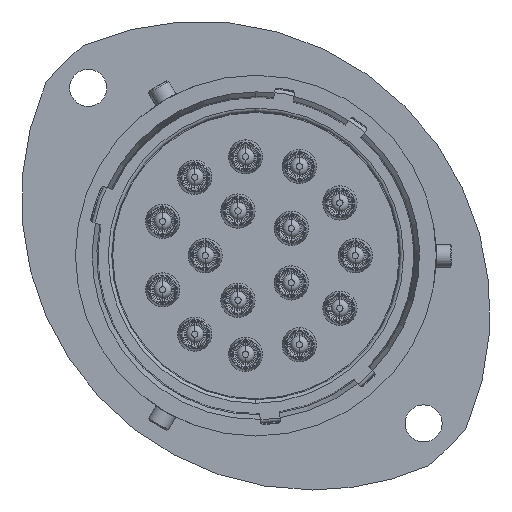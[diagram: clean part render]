
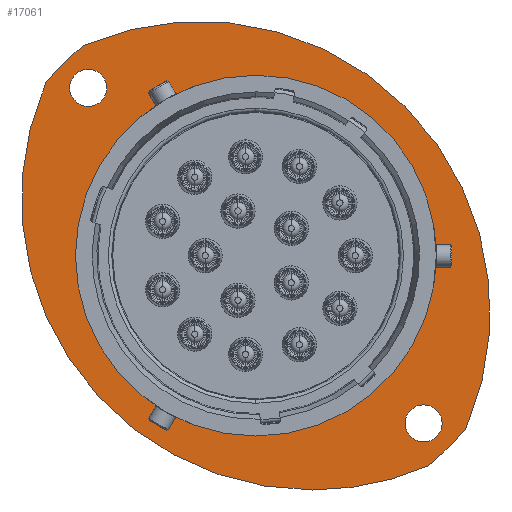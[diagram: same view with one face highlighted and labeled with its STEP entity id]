
A CAD part, left-side view. The second image highlights one B-rep face of the part: STEP entity #17061.
In plain terms, the highlighted planar face has unit normal (-1, 0, 0).
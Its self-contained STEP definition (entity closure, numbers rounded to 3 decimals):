
#124 = DIRECTION ( 'NONE',  ( 0., 0., 1. ) ) ;
#343 = CARTESIAN_POINT ( 'NONE',  ( 4.955, 23.731, 0.042 ) ) ;
#402 = VERTEX_POINT ( 'NONE', #6272 ) ;
#609 = DIRECTION ( 'NONE',  ( -1., 0., 0. ) ) ;
#723 = EDGE_CURVE ( 'NONE', #24722, #12343, #41513, .T. ) ;
#834 = CARTESIAN_POINT ( 'NONE',  ( 4.955, 2.961, 4.992 ) ) ;
#1375 = DIRECTION ( 'NONE',  ( -1., 0., 0. ) ) ;
#1598 = VERTEX_POINT ( 'NONE', #23391 ) ;
#2610 = VERTEX_POINT ( 'NONE', #42839 ) ;
#2761 = EDGE_LOOP ( 'NONE', ( #15760, #12896 ) ) ;
#2936 = EDGE_CURVE ( 'NONE', #2610, #37417, #31029, .T. ) ;
#3429 = CARTESIAN_POINT ( 'NONE',  ( 4.955, 22.618, 13.125 ) ) ;
#3866 = CARTESIAN_POINT ( 'NONE',  ( 4.955, 7.911, 15.862 ) ) ;
#4147 = AXIS2_PLACEMENT_3D ( 'NONE', #35133, #1375, #11759 ) ;
#4161 = DIRECTION ( 'NONE',  ( 0., 0., -1. ) ) ;
#4179 = AXIS2_PLACEMENT_3D ( 'NONE', #25264, #18390, #31889 ) ;
#4301 = AXIS2_PLACEMENT_3D ( 'NONE', #14619, #25011, #37833 ) ;
#6104 = DIRECTION ( 'NONE',  ( -1., 0., 0. ) ) ;
#6272 = CARTESIAN_POINT ( 'NONE',  ( 4.955, -6.797, -13.04 ) ) ;
#6585 = PLANE ( 'NONE',  #7718 ) ;
#6717 = DIRECTION ( 'NONE',  ( 0., 0., -1. ) ) ;
#6734 = CARTESIAN_POINT ( 'NONE',  ( 4.955, 2.961, -20.508 ) ) ;
#6847 = CARTESIAN_POINT ( 'NONE',  ( 4.955, 12.86, -4.907 ) ) ;
#7439 = FACE_BOUND ( 'NONE', #17117, .T. ) ;
#7487 = CARTESIAN_POINT ( 'NONE',  ( 4.955, 7.911, 0.042 ) ) ;
#7718 = AXIS2_PLACEMENT_3D ( 'NONE', #343, #30628, #16883 ) ;
#7938 = CARTESIAN_POINT ( 'NONE',  ( 4.955, 7.911, 0.042 ) ) ;
#8367 = DIRECTION ( 'NONE',  ( -1., 0., 0. ) ) ;
#8968 = EDGE_LOOP ( 'NONE', ( #31906, #19394, #27564, #29716, #35996 ) ) ;
#10738 = FACE_BOUND ( 'NONE', #27721, .T. ) ;
#10987 = CARTESIAN_POINT ( 'NONE',  ( 4.955, -6.797, -16.29 ) ) ;
#11259 = ORIENTED_EDGE ( 'NONE', *, *, #2936, .F. ) ;
#11759 = DIRECTION ( 'NONE',  ( 0., 0., -1. ) ) ;
#12343 = VERTEX_POINT ( 'NONE', #19385 ) ;
#12437 = EDGE_CURVE ( 'NONE', #12343, #42703, #18893, .T. ) ;
#12440 = EDGE_CURVE ( 'NONE', #32477, #24722, #43619, .T. ) ;
#12896 = ORIENTED_EDGE ( 'NONE', *, *, #16212, .F. ) ;
#13145 = DIRECTION ( 'NONE',  ( -1., 0., 0. ) ) ;
#13375 = FACE_OUTER_BOUND ( 'NONE', #8968, .T. ) ;
#13626 = EDGE_CURVE ( 'NONE', #37417, #2610, #40501, .T. ) ;
#14273 = DIRECTION ( 'NONE',  ( -1., 0., 0. ) ) ;
#14574 = DIRECTION ( 'NONE',  ( -1., 0., 0. ) ) ;
#14619 = CARTESIAN_POINT ( 'NONE',  ( 4.955, 22.618, 14.75 ) ) ;
#15760 = ORIENTED_EDGE ( 'NONE', *, *, #37478, .F. ) ;
#15935 = CIRCLE ( 'NONE', #20176, 1.625 ) ;
#16212 = EDGE_CURVE ( 'NONE', #35545, #35354, #25313, .T. ) ;
#16883 = DIRECTION ( 'NONE',  ( 0., 0., -1. ) ) ;
#16948 = DIRECTION ( 'NONE',  ( 0., 0., 1. ) ) ;
#17061 = ADVANCED_FACE ( 'NONE', ( #40117, #7439, #10738, #13375 ), #6585, .F. ) ;
#17117 = EDGE_LOOP ( 'NONE', ( #38002, #20569 ) ) ;
#17549 = AXIS2_PLACEMENT_3D ( 'NONE', #28080, #13145, #124 ) ;
#18390 = DIRECTION ( 'NONE',  ( -1., 0., 0. ) ) ;
#18893 = CIRCLE ( 'NONE', #23849, 25.5 ) ;
#19385 = CARTESIAN_POINT ( 'NONE',  ( 4.955, 26.333, 15.189 ) ) ;
#19394 = ORIENTED_EDGE ( 'NONE', *, *, #42978, .T. ) ;
#19473 = DIRECTION ( 'NONE',  ( -1., 0., 0. ) ) ;
#20176 = AXIS2_PLACEMENT_3D ( 'NONE', #41569, #14574, #22070 ) ;
#20569 = ORIENTED_EDGE ( 'NONE', *, *, #24949, .F. ) ;
#20759 = CARTESIAN_POINT ( 'NONE',  ( 4.955, -10.512, -15.104 ) ) ;
#20922 = DIRECTION ( 'NONE',  ( -1., 0., 0. ) ) ;
#21021 = AXIS2_PLACEMENT_3D ( 'NONE', #6847, #609, #4161 ) ;
#22070 = DIRECTION ( 'NONE',  ( 0., 0., -1. ) ) ;
#23298 = CIRCLE ( 'NONE', #38808, 1.625 ) ;
#23391 = CARTESIAN_POINT ( 'NONE',  ( 4.955, -7.236, -18.38 ) ) ;
#23849 = AXIS2_PLACEMENT_3D ( 'NONE', #834, #14273, #27323 ) ;
#24595 = CARTESIAN_POINT ( 'NONE',  ( 4.955, 22.618, 16.375 ) ) ;
#24722 = VERTEX_POINT ( 'NONE', #34573 ) ;
#24949 = EDGE_CURVE ( 'NONE', #402, #40408, #15935, .T. ) ;
#25011 = DIRECTION ( 'NONE',  ( -1., 0., 0. ) ) ;
#25264 = CARTESIAN_POINT ( 'NONE',  ( 4.955, 22.618, 14.75 ) ) ;
#25313 = CIRCLE ( 'NONE', #4179, 1.625 ) ;
#25586 = CIRCLE ( 'NONE', #34037, 23.85 ) ;
#25676 = AXIS2_PLACEMENT_3D ( 'NONE', #29250, #6104, #42745 ) ;
#26340 = CARTESIAN_POINT ( 'NONE',  ( 4.955, -6.797, -14.665 ) ) ;
#26890 = ORIENTED_EDGE ( 'NONE', *, *, #13626, .F. ) ;
#27323 = DIRECTION ( 'NONE',  ( 0., 0., -1. ) ) ;
#27564 = ORIENTED_EDGE ( 'NONE', *, *, #33457, .T. ) ;
#27721 = EDGE_LOOP ( 'NONE', ( #26890, #11259 ) ) ;
#28080 = CARTESIAN_POINT ( 'NONE',  ( 4.955, 7.911, 0.042 ) ) ;
#28830 = EDGE_CURVE ( 'NONE', #40408, #402, #23298, .T. ) ;
#29250 = CARTESIAN_POINT ( 'NONE',  ( 4.955, 7.911, 0.042 ) ) ;
#29716 = ORIENTED_EDGE ( 'NONE', *, *, #12440, .T. ) ;
#30628 = DIRECTION ( 'NONE',  ( 1., 0., 0. ) ) ;
#31029 = CIRCLE ( 'NONE', #17549, 15.82 ) ;
#31626 = AXIS2_PLACEMENT_3D ( 'NONE', #7487, #20922, #16948 ) ;
#31889 = DIRECTION ( 'NONE',  ( 0., 0., -1. ) ) ;
#31906 = ORIENTED_EDGE ( 'NONE', *, *, #12437, .T. ) ;
#32477 = VERTEX_POINT ( 'NONE', #20759 ) ;
#33457 = EDGE_CURVE ( 'NONE', #1598, #32477, #25586, .T. ) ;
#33878 = CIRCLE ( 'NONE', #4301, 1.625 ) ;
#34037 = AXIS2_PLACEMENT_3D ( 'NONE', #7938, #8367, #41277 ) ;
#34573 = CARTESIAN_POINT ( 'NONE',  ( 4.955, 23.057, 18.465 ) ) ;
#35133 = CARTESIAN_POINT ( 'NONE',  ( 4.955, 2.961, 4.992 ) ) ;
#35354 = VERTEX_POINT ( 'NONE', #3429 ) ;
#35545 = VERTEX_POINT ( 'NONE', #24595 ) ;
#35996 = ORIENTED_EDGE ( 'NONE', *, *, #723, .T. ) ;
#37417 = VERTEX_POINT ( 'NONE', #3866 ) ;
#37478 = EDGE_CURVE ( 'NONE', #35354, #35545, #33878, .T. ) ;
#37833 = DIRECTION ( 'NONE',  ( 0., 0., -1. ) ) ;
#38002 = ORIENTED_EDGE ( 'NONE', *, *, #28830, .F. ) ;
#38808 = AXIS2_PLACEMENT_3D ( 'NONE', #26340, #19473, #6717 ) ;
#40117 = FACE_BOUND ( 'NONE', #2761, .T. ) ;
#40408 = VERTEX_POINT ( 'NONE', #10987 ) ;
#40501 = CIRCLE ( 'NONE', #25676, 15.82 ) ;
#40813 = CIRCLE ( 'NONE', #4147, 25.5 ) ;
#41277 = DIRECTION ( 'NONE',  ( 0., 0., 1. ) ) ;
#41513 = CIRCLE ( 'NONE', #31626, 23.85 ) ;
#41569 = CARTESIAN_POINT ( 'NONE',  ( 4.955, -6.797, -14.665 ) ) ;
#42703 = VERTEX_POINT ( 'NONE', #6734 ) ;
#42745 = DIRECTION ( 'NONE',  ( 0., 0., 1. ) ) ;
#42839 = CARTESIAN_POINT ( 'NONE',  ( 4.955, 7.911, -15.778 ) ) ;
#42978 = EDGE_CURVE ( 'NONE', #42703, #1598, #40813, .T. ) ;
#43619 = CIRCLE ( 'NONE', #21021, 25.5 ) ;
